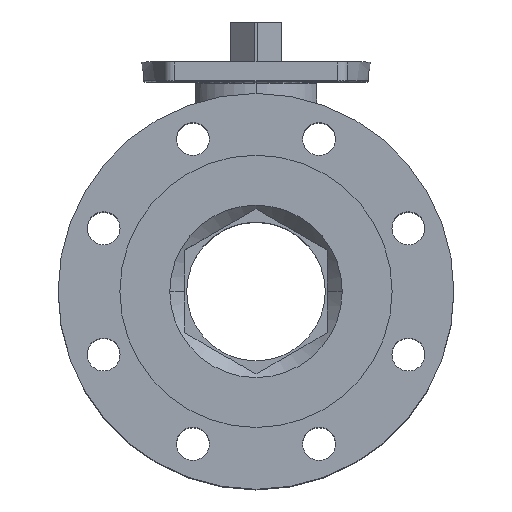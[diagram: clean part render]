
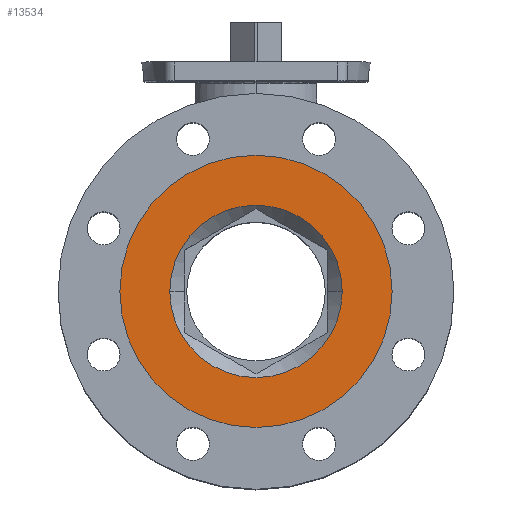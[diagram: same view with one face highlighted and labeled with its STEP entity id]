
A CAD part, top view. The second image highlights one B-rep face of the part: STEP entity #13534.
In plain terms, the highlighted planar face has unit normal (0, 0, 1).
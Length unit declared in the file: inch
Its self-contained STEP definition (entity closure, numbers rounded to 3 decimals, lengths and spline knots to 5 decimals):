
#1231 = CARTESIAN_POINT ( 'NONE',  ( 3.22585, -0.44031, 4.55443 ) ) ;
#1608 = DIRECTION ( 'NONE',  ( 1., 0., 0. ) ) ;
#1885 = AXIS2_PLACEMENT_3D ( 'NONE', #16520, #16334, #9366 ) ;
#2452 = CIRCLE ( 'NONE', #3928, 3.095 ) ;
#2544 = DIRECTION ( 'NONE',  ( 1., 0., 0. ) ) ;
#2784 = VERTEX_POINT ( 'NONE', #18688 ) ;
#3041 = VERTEX_POINT ( 'NONE', #1231 ) ;
#3674 = CARTESIAN_POINT ( 'NONE',  ( 0.13085, 2.65469, 4.55443 ) ) ;
#3928 = AXIS2_PLACEMENT_3D ( 'NONE', #12640, #9778, #2544 ) ;
#4646 = CARTESIAN_POINT ( 'NONE',  ( -2.96415, -0.44031, 4.55443 ) ) ;
#4921 = PLANE ( 'NONE',  #13223 ) ;
#6045 = AXIS2_PLACEMENT_3D ( 'NONE', #12752, #18443, #13782 ) ;
#6211 = EDGE_CURVE ( 'NONE', #8517, #2784, #10076, .T. ) ;
#8161 = CIRCLE ( 'NONE', #6045, 3.095 ) ;
#8517 = VERTEX_POINT ( 'NONE', #15174 ) ;
#9312 = EDGE_CURVE ( 'NONE', #13524, #3041, #8161, .T. ) ;
#9366 = DIRECTION ( 'NONE',  ( 1., 0., 0. ) ) ;
#9397 = EDGE_CURVE ( 'NONE', #2784, #8517, #17805, .T. ) ;
#9595 = DIRECTION ( 'NONE',  ( -1., 0., 0. ) ) ;
#9708 = AXIS2_PLACEMENT_3D ( 'NONE', #14598, #9876, #1608 ) ;
#9778 = DIRECTION ( 'NONE',  ( 0., 0., 1. ) ) ;
#9836 = EDGE_LOOP ( 'NONE', ( #13050, #11108 ) ) ;
#9858 = ORIENTED_EDGE ( 'NONE', *, *, #6211, .F. ) ;
#9876 = DIRECTION ( 'NONE',  ( 0., 0., 1. ) ) ;
#10076 = CIRCLE ( 'NONE', #1885, 1.96 ) ;
#11019 = DIRECTION ( 'NONE',  ( 0., 0., -1. ) ) ;
#11108 = ORIENTED_EDGE ( 'NONE', *, *, #9312, .T. ) ;
#12640 = CARTESIAN_POINT ( 'NONE',  ( 0.13085, -0.44031, 4.55443 ) ) ;
#12752 = CARTESIAN_POINT ( 'NONE',  ( 0.13085, -0.44031, 4.55443 ) ) ;
#13050 = ORIENTED_EDGE ( 'NONE', *, *, #17711, .T. ) ;
#13223 = AXIS2_PLACEMENT_3D ( 'NONE', #3674, #11019, #9595 ) ;
#13524 = VERTEX_POINT ( 'NONE', #4646 ) ;
#13534 = ADVANCED_FACE ( 'NONE', ( #14885, #16277 ), #4921, .F. ) ;
#13782 = DIRECTION ( 'NONE',  ( 1., 0., 0. ) ) ;
#14578 = EDGE_LOOP ( 'NONE', ( #15125, #9858 ) ) ;
#14598 = CARTESIAN_POINT ( 'NONE',  ( 0.13085, -0.44031, 4.55443 ) ) ;
#14885 = FACE_BOUND ( 'NONE', #14578, .T. ) ;
#15125 = ORIENTED_EDGE ( 'NONE', *, *, #9397, .F. ) ;
#15174 = CARTESIAN_POINT ( 'NONE',  ( -1.82915, -0.44031, 4.55443 ) ) ;
#16277 = FACE_OUTER_BOUND ( 'NONE', #9836, .T. ) ;
#16334 = DIRECTION ( 'NONE',  ( 0., 0., 1. ) ) ;
#16520 = CARTESIAN_POINT ( 'NONE',  ( 0.13085, -0.44031, 4.55443 ) ) ;
#17711 = EDGE_CURVE ( 'NONE', #3041, #13524, #2452, .T. ) ;
#17805 = CIRCLE ( 'NONE', #9708, 1.96 ) ;
#18443 = DIRECTION ( 'NONE',  ( 0., 0., 1. ) ) ;
#18688 = CARTESIAN_POINT ( 'NONE',  ( 2.09085, -0.44031, 4.55443 ) ) ;
